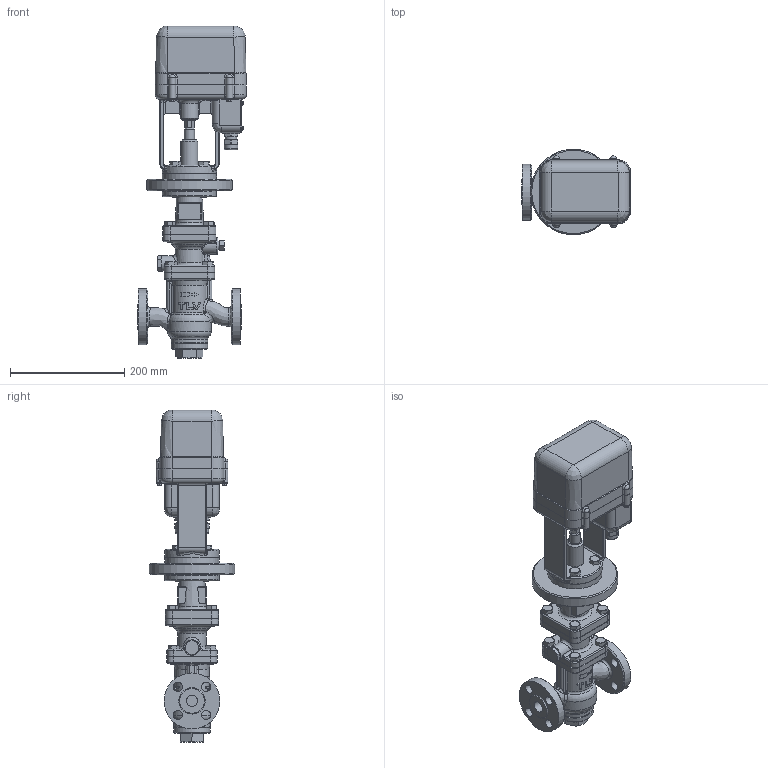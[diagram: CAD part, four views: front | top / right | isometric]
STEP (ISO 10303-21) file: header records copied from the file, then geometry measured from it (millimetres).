
FILE_DESCRIPTION(/* description */ (''),/* implementation_level */ '2;1');
FILE_NAME(/* name */ 'ccr16-020-a0150-00.stp',/* time_stamp */ '2018-01-11T17:12:04+09:00',/* author */ ('nakaot'),/* organization */ (''),/* preprocessor_version */ 'ST-DEVELOPER v15.6',/* originating_system */ 'Autodesk Inventor 2015',/* authorisation */ '');
FILE_SCHEMA (('CONFIG_CONTROL_DESIGN'));
Length unit declared in the file: millimetre
Products named in the file (1): ccr16-020-a0150-00
Bounding box: 191 x 150 x 582 mm (x, y, z)
Volume: 4579206.9 mm3; surface area: 421913.2 mm2
Topology: 1 solids, 3 shells, 1209 faces, 2836 edges, 1700 vertices
Faces by surface type: plane 484, cylinder 313, bspline 154, cone 146, torus 92, sphere 20
Full cylindrical faces by diameter (mm): 2.459 x8, 4.6 x4, 5.3 x4, 7 x4, 10 x24, 12 x16, 16 x8, 18 x1, 18.631 x2, 20 x4, 23 x1, 24 x2, 27 x1, 30 x2, 32 x1, 45 x1, 50 x1, 64 x2, 67.531 x1, 67.717 x1, 95 x3, 98 x2, 150 x1
Entity records: 44095 total; most frequent: CARTESIAN_POINT 18510, ORIENTED_EDGE 5308, DIRECTION 5100, EDGE_CURVE 2654, AXIS2_PLACEMENT_3D 2046, VERTEX_POINT 1665, EDGE_LOOP 1475, FACE_OUTER_BOUND 1209
